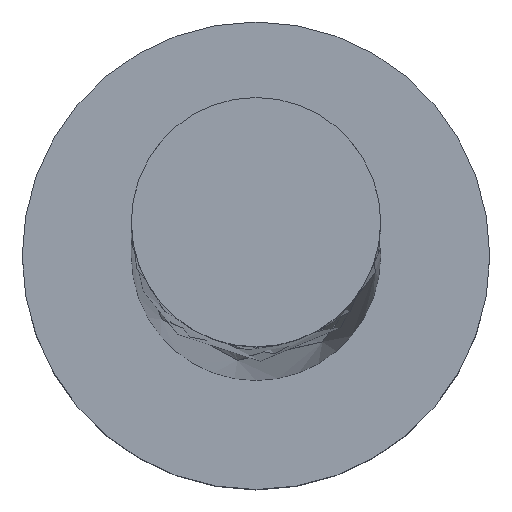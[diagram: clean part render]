
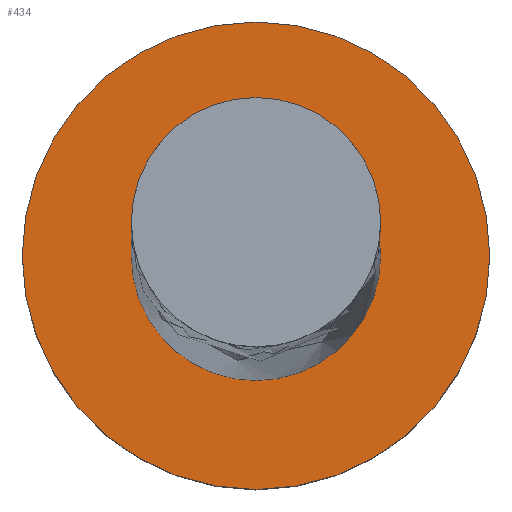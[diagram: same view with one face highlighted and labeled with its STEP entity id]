
A CAD part, top view. The second image highlights one B-rep face of the part: STEP entity #434.
In plain terms, the highlighted planar face has unit normal (0, 0, 1).
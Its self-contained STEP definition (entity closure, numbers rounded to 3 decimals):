
#71 = VERTEX_POINT ( 'NONE', #102 ) ;
#82 = EDGE_LOOP ( 'NONE', ( #1008, #1123 ) ) ;
#88 = EDGE_CURVE ( 'NONE', #1591, #71, #1566, .T. ) ;
#99 = CIRCLE ( 'NONE', #187, 1.6 ) ;
#102 = CARTESIAN_POINT ( 'NONE',  ( 1.6, 0., 3. ) ) ;
#118 = DIRECTION ( 'NONE',  ( 1., 0., 0. ) ) ;
#187 = AXIS2_PLACEMENT_3D ( 'NONE', #1352, #435, #1607 ) ;
#434 = ADVANCED_FACE ( 'NONE', ( #1683, #643 ), #1440, .T. ) ;
#435 = DIRECTION ( 'NONE',  ( 0., 0., 1. ) ) ;
#500 = CARTESIAN_POINT ( 'NONE',  ( 0., 0., 3. ) ) ;
#543 = AXIS2_PLACEMENT_3D ( 'NONE', #1326, #1601, #1318 ) ;
#598 = EDGE_CURVE ( 'NONE', #872, #1489, #888, .T. ) ;
#624 = AXIS2_PLACEMENT_3D ( 'NONE', #1066, #1461, #1606 ) ;
#643 = FACE_OUTER_BOUND ( 'NONE', #82, .T. ) ;
#723 = EDGE_CURVE ( 'NONE', #71, #1591, #99, .T. ) ;
#737 = ORIENTED_EDGE ( 'NONE', *, *, #723, .F. ) ;
#816 = AXIS2_PLACEMENT_3D ( 'NONE', #1030, #1433, #118 ) ;
#847 = EDGE_LOOP ( 'NONE', ( #1501, #737 ) ) ;
#872 = VERTEX_POINT ( 'NONE', #939 ) ;
#888 = CIRCLE ( 'NONE', #543, 3. ) ;
#939 = CARTESIAN_POINT ( 'NONE',  ( 3., 0., 3. ) ) ;
#976 = EDGE_CURVE ( 'NONE', #1489, #872, #1562, .T. ) ;
#1008 = ORIENTED_EDGE ( 'NONE', *, *, #976, .T. ) ;
#1030 = CARTESIAN_POINT ( 'NONE',  ( 0., 0., 3. ) ) ;
#1066 = CARTESIAN_POINT ( 'NONE',  ( 0., 0., 3. ) ) ;
#1123 = ORIENTED_EDGE ( 'NONE', *, *, #598, .T. ) ;
#1165 = DIRECTION ( 'NONE',  ( 0., 0., 1. ) ) ;
#1171 = CARTESIAN_POINT ( 'NONE',  ( -1.6, 0., 3. ) ) ;
#1318 = DIRECTION ( 'NONE',  ( 1., 0., 0. ) ) ;
#1326 = CARTESIAN_POINT ( 'NONE',  ( 0., 0., 3. ) ) ;
#1352 = CARTESIAN_POINT ( 'NONE',  ( 0., 0., 3. ) ) ;
#1433 = DIRECTION ( 'NONE',  ( 0., 0., 1. ) ) ;
#1440 = PLANE ( 'NONE',  #1686 ) ;
#1461 = DIRECTION ( 'NONE',  ( 0., 0., 1. ) ) ;
#1489 = VERTEX_POINT ( 'NONE', #1588 ) ;
#1501 = ORIENTED_EDGE ( 'NONE', *, *, #88, .F. ) ;
#1562 = CIRCLE ( 'NONE', #624, 3. ) ;
#1566 = CIRCLE ( 'NONE', #816, 1.6 ) ;
#1588 = CARTESIAN_POINT ( 'NONE',  ( -3., 0., 3. ) ) ;
#1591 = VERTEX_POINT ( 'NONE', #1171 ) ;
#1601 = DIRECTION ( 'NONE',  ( 0., 0., 1. ) ) ;
#1606 = DIRECTION ( 'NONE',  ( 1., 0., 0. ) ) ;
#1607 = DIRECTION ( 'NONE',  ( 1., 0., 0. ) ) ;
#1683 = FACE_BOUND ( 'NONE', #847, .T. ) ;
#1686 = AXIS2_PLACEMENT_3D ( 'NONE', #500, #1165, #1705 ) ;
#1705 = DIRECTION ( 'NONE',  ( 1., 0., 0. ) ) ;
